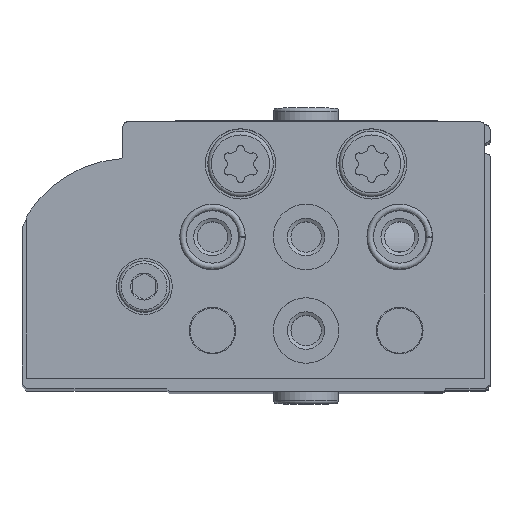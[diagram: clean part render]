
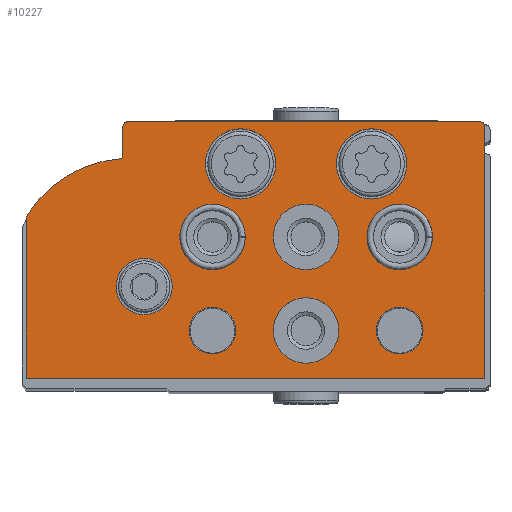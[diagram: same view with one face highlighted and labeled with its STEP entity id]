
A CAD part, top view. The second image highlights one B-rep face of the part: STEP entity #10227.
In plain terms, the highlighted face is planar.
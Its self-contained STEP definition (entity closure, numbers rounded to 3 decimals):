
#306=PLANE('',#11508);
#868=CIRCLE('',#11494,0.5);
#869=CIRCLE('',#11499,1.);
#870=CIRCLE('',#11501,13.);
#871=CIRCLE('',#11503,0.3);
#872=CIRCLE('',#11506,0.5);
#873=CIRCLE('',#11509,3.);
#874=CIRCLE('',#11510,3.75);
#875=CIRCLE('',#11511,3.75);
#876=CIRCLE('',#11512,3.5);
#877=CIRCLE('',#11513,3.5);
#878=CIRCLE('',#11514,3.5);
#879=CIRCLE('',#11515,3.5);
#880=CIRCLE('',#11516,2.5);
#881=CIRCLE('',#11517,2.5);
#1650=LINE('',#17519,#2393);
#1652=LINE('',#17523,#2395);
#1654=LINE('',#17527,#2397);
#1659=LINE('',#17543,#2402);
#1662=LINE('',#17551,#2405);
#2393=VECTOR('',#14189,1000.);
#2395=VECTOR('',#14193,1000.);
#2397=VECTOR('',#14197,1000.);
#2402=VECTOR('',#14216,1000.);
#2405=VECTOR('',#14225,1000.);
#4559=ORIENTED_EDGE('',*,*,#6394,.T.);
#4560=ORIENTED_EDGE('',*,*,#6395,.T.);
#4561=ORIENTED_EDGE('',*,*,#6396,.T.);
#4562=ORIENTED_EDGE('',*,*,#6397,.T.);
#4563=ORIENTED_EDGE('',*,*,#6398,.T.);
#4564=ORIENTED_EDGE('',*,*,#6399,.T.);
#4565=ORIENTED_EDGE('',*,*,#6400,.T.);
#4566=ORIENTED_EDGE('',*,*,#6401,.T.);
#4567=ORIENTED_EDGE('',*,*,#6402,.T.);
#4568=ORIENTED_EDGE('',*,*,#6373,.F.);
#4569=ORIENTED_EDGE('',*,*,#6392,.F.);
#4570=ORIENTED_EDGE('',*,*,#6390,.F.);
#4571=ORIENTED_EDGE('',*,*,#6388,.F.);
#4572=ORIENTED_EDGE('',*,*,#6386,.T.);
#4573=ORIENTED_EDGE('',*,*,#6384,.F.);
#4574=ORIENTED_EDGE('',*,*,#6382,.F.);
#4575=ORIENTED_EDGE('',*,*,#6380,.F.);
#4576=ORIENTED_EDGE('',*,*,#6378,.F.);
#4577=ORIENTED_EDGE('',*,*,#6376,.F.);
#6373=EDGE_CURVE('',#7499,#7500,#868,.T.);
#6376=EDGE_CURVE('',#7500,#7501,#1650,.T.);
#6378=EDGE_CURVE('',#7501,#7502,#1652,.T.);
#6380=EDGE_CURVE('',#7502,#7503,#1654,.T.);
#6382=EDGE_CURVE('',#7503,#7504,#869,.T.);
#6384=EDGE_CURVE('',#7504,#7505,#870,.T.);
#6386=EDGE_CURVE('',#7506,#7505,#871,.T.);
#6388=EDGE_CURVE('',#7506,#7507,#1659,.T.);
#6390=EDGE_CURVE('',#7507,#7508,#872,.T.);
#6392=EDGE_CURVE('',#7508,#7499,#1662,.T.);
#6394=EDGE_CURVE('',#7509,#7509,#873,.T.);
#6395=EDGE_CURVE('',#7510,#7510,#874,.T.);
#6396=EDGE_CURVE('',#7511,#7511,#875,.T.);
#6397=EDGE_CURVE('',#7512,#7512,#876,.T.);
#6398=EDGE_CURVE('',#7513,#7513,#877,.T.);
#6399=EDGE_CURVE('',#7514,#7514,#878,.T.);
#6400=EDGE_CURVE('',#7515,#7515,#879,.T.);
#6401=EDGE_CURVE('',#7516,#7516,#880,.T.);
#6402=EDGE_CURVE('',#7517,#7517,#881,.T.);
#7499=VERTEX_POINT('',#17514);
#7500=VERTEX_POINT('',#17515);
#7501=VERTEX_POINT('',#17520);
#7502=VERTEX_POINT('',#17524);
#7503=VERTEX_POINT('',#17528);
#7504=VERTEX_POINT('',#17532);
#7505=VERTEX_POINT('',#17536);
#7506=VERTEX_POINT('',#17540);
#7507=VERTEX_POINT('',#17544);
#7508=VERTEX_POINT('',#17548);
#7509=VERTEX_POINT('',#17555);
#7510=VERTEX_POINT('',#17557);
#7511=VERTEX_POINT('',#17559);
#7512=VERTEX_POINT('',#17561);
#7513=VERTEX_POINT('',#17563);
#7514=VERTEX_POINT('',#17565);
#7515=VERTEX_POINT('',#17567);
#7516=VERTEX_POINT('',#17569);
#7517=VERTEX_POINT('',#17571);
#8331=EDGE_LOOP('',(#4559));
#8332=EDGE_LOOP('',(#4560));
#8333=EDGE_LOOP('',(#4561));
#8334=EDGE_LOOP('',(#4562));
#8335=EDGE_LOOP('',(#4563));
#8336=EDGE_LOOP('',(#4564));
#8337=EDGE_LOOP('',(#4565));
#8338=EDGE_LOOP('',(#4566));
#8339=EDGE_LOOP('',(#4567));
#8340=EDGE_LOOP('',(#4568,#4569,#4570,#4571,#4572,#4573,#4574,#4575,#4576,
#4577));
#9227=FACE_BOUND('',#8331,.T.);
#9228=FACE_BOUND('',#8332,.T.);
#9229=FACE_BOUND('',#8333,.T.);
#9230=FACE_BOUND('',#8334,.T.);
#9231=FACE_BOUND('',#8335,.T.);
#9232=FACE_BOUND('',#8336,.T.);
#9233=FACE_BOUND('',#8337,.T.);
#9234=FACE_BOUND('',#8338,.T.);
#9235=FACE_BOUND('',#8339,.T.);
#9236=FACE_BOUND('',#8340,.T.);
#10227=ADVANCED_FACE('',(#9227,#9228,#9229,#9230,#9231,#9232,#9233,#9234,
#9235,#9236),#306,.F.);
#11494=AXIS2_PLACEMENT_3D('',#17513,#14183,#14184);
#11499=AXIS2_PLACEMENT_3D('',#17531,#14201,#14202);
#11501=AXIS2_PLACEMENT_3D('',#17535,#14206,#14207);
#11503=AXIS2_PLACEMENT_3D('',#17539,#14211,#14212);
#11506=AXIS2_PLACEMENT_3D('',#17547,#14220,#14221);
#11508=AXIS2_PLACEMENT_3D('',#17553,#14227,#14228);
#11509=AXIS2_PLACEMENT_3D('',#17554,#14229,#14230);
#11510=AXIS2_PLACEMENT_3D('',#17556,#14231,#14232);
#11511=AXIS2_PLACEMENT_3D('',#17558,#14233,#14234);
#11512=AXIS2_PLACEMENT_3D('',#17560,#14235,#14236);
#11513=AXIS2_PLACEMENT_3D('',#17562,#14237,#14238);
#11514=AXIS2_PLACEMENT_3D('',#17564,#14239,#14240);
#11515=AXIS2_PLACEMENT_3D('',#17566,#14241,#14242);
#11516=AXIS2_PLACEMENT_3D('',#17568,#14243,#14244);
#11517=AXIS2_PLACEMENT_3D('',#17570,#14245,#14246);
#14183=DIRECTION('',(0.,0.,1.));
#14184=DIRECTION('',(1.,0.,0.));
#14189=DIRECTION('',(0.,-1.,0.));
#14193=DIRECTION('',(1.,0.,0.));
#14197=DIRECTION('',(0.,1.,0.));
#14201=DIRECTION('',(0.,0.,1.));
#14202=DIRECTION('',(1.,0.,0.));
#14206=DIRECTION('',(0.,0.,1.));
#14207=DIRECTION('',(1.,0.,0.));
#14211=DIRECTION('',(0.,0.,1.));
#14212=DIRECTION('',(1.,0.,0.));
#14216=DIRECTION('',(0.,1.,0.));
#14220=DIRECTION('',(0.,0.,1.));
#14221=DIRECTION('',(1.,0.,0.));
#14225=DIRECTION('',(-1.,0.,0.));
#14227=DIRECTION('',(0.,0.,1.));
#14228=DIRECTION('',(1.,0.,0.));
#14229=DIRECTION('',(0.,0.,1.));
#14230=DIRECTION('',(1.,0.,0.));
#14231=DIRECTION('',(0.,0.,1.));
#14232=DIRECTION('',(1.,0.,0.));
#14233=DIRECTION('',(0.,0.,1.));
#14234=DIRECTION('',(1.,0.,0.));
#14235=DIRECTION('',(0.,0.,1.));
#14236=DIRECTION('',(1.,0.,0.));
#14237=DIRECTION('',(0.,0.,1.));
#14238=DIRECTION('',(1.,0.,0.));
#14239=DIRECTION('',(0.,0.,1.));
#14240=DIRECTION('',(1.,0.,0.));
#14241=DIRECTION('',(0.,0.,1.));
#14242=DIRECTION('',(1.,0.,0.));
#14243=DIRECTION('',(0.,0.,1.));
#14244=DIRECTION('',(1.,0.,0.));
#14245=DIRECTION('',(0.,0.,1.));
#14246=DIRECTION('',(1.,0.,0.));
#17513=CARTESIAN_POINT('',(0.5,26.9,0.));
#17514=CARTESIAN_POINT('',(0.5,27.4,0.));
#17515=CARTESIAN_POINT('',(0.,26.9,0.));
#17519=CARTESIAN_POINT('',(0.,26.9,0.));
#17520=CARTESIAN_POINT('',(0.,0.,0.));
#17523=CARTESIAN_POINT('',(0.,0.,0.));
#17524=CARTESIAN_POINT('',(49.,0.,0.));
#17527=CARTESIAN_POINT('',(49.,0.,0.));
#17528=CARTESIAN_POINT('',(49.,16.98,0.));
#17531=CARTESIAN_POINT('',(48.,16.98,0.));
#17532=CARTESIAN_POINT('',(48.842,17.52,0.));
#17535=CARTESIAN_POINT('',(37.9,10.5,0.));
#17536=CARTESIAN_POINT('',(38.936,23.459,0.));
#17539=CARTESIAN_POINT('',(38.96,23.758,0.));
#17540=CARTESIAN_POINT('',(38.66,23.758,0.));
#17543=CARTESIAN_POINT('',(38.66,23.758,0.));
#17544=CARTESIAN_POINT('',(38.66,26.9,0.));
#17547=CARTESIAN_POINT('',(38.16,26.9,0.));
#17548=CARTESIAN_POINT('',(38.16,27.4,0.));
#17551=CARTESIAN_POINT('',(38.16,27.4,0.));
#17553=CARTESIAN_POINT('',(0.5,26.9,0.));
#17554=CARTESIAN_POINT('',(36.4,9.8,0.));
#17555=CARTESIAN_POINT('',(39.4,9.8,0.));
#17556=CARTESIAN_POINT('',(26.1,22.9,0.));
#17557=CARTESIAN_POINT('',(29.85,22.9,0.));
#17558=CARTESIAN_POINT('',(12.1,22.9,0.));
#17559=CARTESIAN_POINT('',(15.85,22.9,0.));
#17560=CARTESIAN_POINT('',(29.1,15.1,0.));
#17561=CARTESIAN_POINT('',(32.6,15.1,0.));
#17562=CARTESIAN_POINT('',(19.1,15.1,0.));
#17563=CARTESIAN_POINT('',(22.6,15.1,0.));
#17564=CARTESIAN_POINT('',(9.1,15.1,0.));
#17565=CARTESIAN_POINT('',(12.6,15.1,0.));
#17566=CARTESIAN_POINT('',(19.1,5.1,0.));
#17567=CARTESIAN_POINT('',(22.6,5.1,0.));
#17568=CARTESIAN_POINT('',(29.1,5.1,0.));
#17569=CARTESIAN_POINT('',(31.6,5.1,0.));
#17570=CARTESIAN_POINT('',(9.1,5.1,0.));
#17571=CARTESIAN_POINT('',(11.6,5.1,0.));
